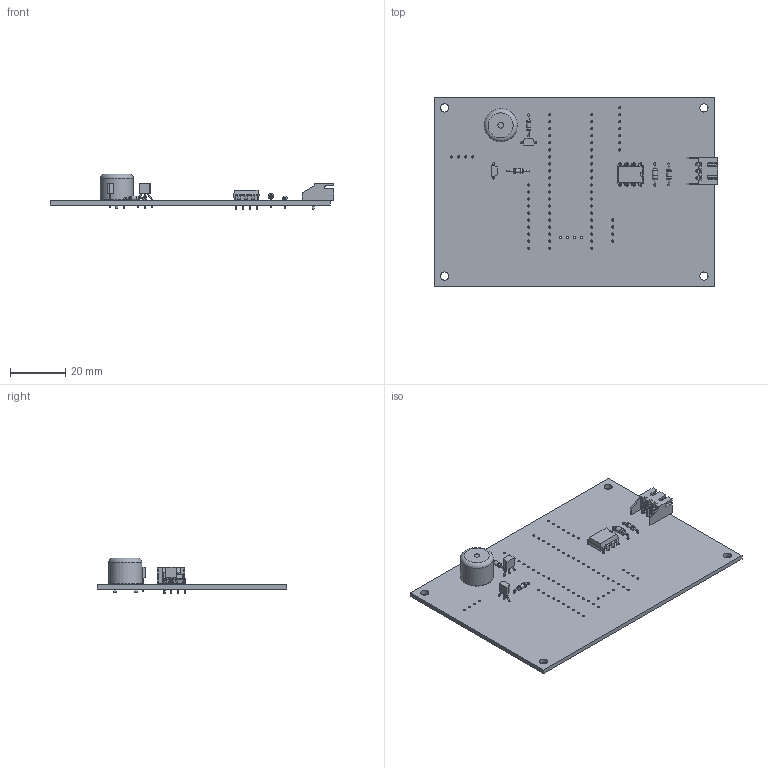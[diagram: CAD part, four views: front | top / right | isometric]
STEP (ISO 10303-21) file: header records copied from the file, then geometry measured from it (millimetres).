
FILE_DESCRIPTION(('KiCad electronic assembly'),'2;1');
FILE_NAME('F3A_Board.step','2021-08-26T01:00:04',('An Author'),( 'A Company'),'Open CASCADE STEP processor 6.9', 'KiCad to STEP converter','Unknown');
FILE_SCHEMA(('AUTOMOTIVE_DESIGN { 1 0 10303 214 1 1 1 1 }'));
Length unit declared in the file: millimetre
Products named in the file (14): Open CASCADE STEP translator 6.9 1; R_Axial_DIN0204_L3.6mm_D1.6mm_P7.62mm_Horizontal; SOLID; TO-92S_Wide; Buzzer_12x9.5RM7.6; D_DO-35_SOD27_P7.62mm_Horizontal; COMPOUND; JST_XH_S3B-XH-A-1_1x03_P2.50mm_Horizontal; DIP-8_W7.62mm
Assembly tree (16 placements, depth 3):
  Open CASCADE STEP translator 6.9 1
    R_Axial_DIN0204_L3.6mm_D1.6mm_P7.62mm_Horizontal  x3
      SOLID
    TO-92S_Wide  x2
      SOLID
    Buzzer_12x9.5RM7.6
      SOLID
    D_DO-35_SOD27_P7.62mm_Horizontal
      COMPOUND
    JST_XH_S3B-XH-A-1_1x03_P2.50mm_Horizontal
      SOLID
    DIP-8_W7.62mm
      SOLID
    COMPOUND
Bounding box: 102.85 x 68.58 x 12.93 mm (x, y, z)
Volume: 12611.9 mm3; surface area: 16620 mm2
Topology: 11 solids, 11 shells, 533 faces, 1358 edges, 876 vertices
Faces by surface type: plane 335, cylinder 158, torus 20, bspline 20
Full cylindrical faces by diameter (mm): 0.5 x15, 0.7 x6, 0.75 x6, 0.762 x69, 0.8 x10, 0.9 x2, 0.95 x3, 1 x2, 1.44 x3, 1.6 x6, 2 x3, 2.02 x1, 3 x4, 12 x1
Entity records: 34584 total; most frequent: CARTESIAN_POINT 6391, DIRECTION 4811, LINE 3008, VECTOR 3008, ORIENTED_EDGE 2452, PCURVE 2452, DEFINITIONAL_REPRESENTATION 2452, EDGE_CURVE 1226
